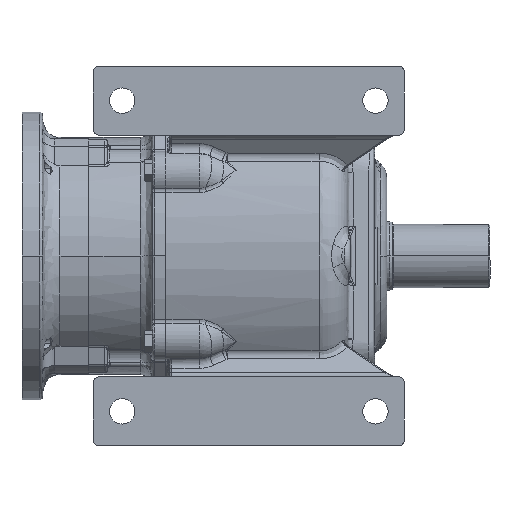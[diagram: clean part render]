
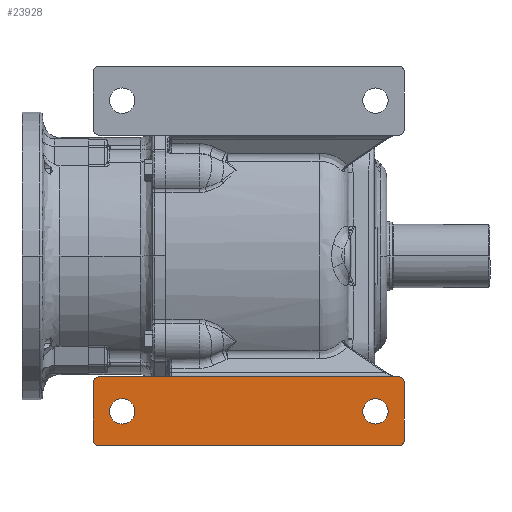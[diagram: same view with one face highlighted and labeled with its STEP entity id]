
A CAD part, front view. The second image highlights one B-rep face of the part: STEP entity #23928.
In plain terms, the highlighted planar face has unit normal (0, -1, 0).
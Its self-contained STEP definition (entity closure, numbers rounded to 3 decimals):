
#342 = EDGE_LOOP ( 'NONE', ( #23096, #25932 ) ) ;
#705 = VERTEX_POINT ( 'NONE', #9194 ) ;
#1326 = EDGE_LOOP ( 'NONE', ( #22579, #6468 ) ) ;
#1397 = DIRECTION ( 'NONE',  ( 0., 0., -1. ) ) ;
#1950 = FACE_BOUND ( 'NONE', #1326, .T. ) ;
#2034 = CARTESIAN_POINT ( 'NONE',  ( -63., -200., -165. ) ) ;
#2040 = VECTOR ( 'NONE', #24611, 1000. ) ;
#3072 = DIRECTION ( 'NONE',  ( -1., 0., 0. ) ) ;
#3258 = CARTESIAN_POINT ( 'NONE',  ( 207., -200., -165. ) ) ;
#3892 = ORIENTED_EDGE ( 'NONE', *, *, #21346, .F. ) ;
#4101 = LINE ( 'NONE', #3258, #45732 ) ;
#4446 = EDGE_CURVE ( 'NONE', #30381, #22844, #6122, .T. ) ;
#4631 = AXIS2_PLACEMENT_3D ( 'NONE', #48538, #55910, #34734 ) ;
#5496 = CARTESIAN_POINT ( 'NONE',  ( 182., -200., -146. ) ) ;
#5513 = VECTOR ( 'NONE', #3072, 1000. ) ;
#6122 = CIRCLE ( 'NONE', #35020, 11. ) ;
#6199 = CIRCLE ( 'NONE', #47697, 5. ) ;
#6468 = ORIENTED_EDGE ( 'NONE', *, *, #11729, .F. ) ;
#7329 = CARTESIAN_POINT ( 'NONE',  ( 207., -200., -165. ) ) ;
#8456 = CARTESIAN_POINT ( 'NONE',  ( 182., -200., -135. ) ) ;
#9194 = CARTESIAN_POINT ( 'NONE',  ( -58., -200., -105. ) ) ;
#10415 = FACE_BOUND ( 'NONE', #342, .T. ) ;
#11337 = DIRECTION ( 'NONE',  ( 0., 0., -1. ) ) ;
#11496 = EDGE_CURVE ( 'NONE', #46419, #26084, #28821, .T. ) ;
#11729 = EDGE_CURVE ( 'NONE', #34094, #52795, #54230, .T. ) ;
#12001 = AXIS2_PLACEMENT_3D ( 'NONE', #55420, #26047, #30293 ) ;
#12259 = CARTESIAN_POINT ( 'NONE',  ( -58., -200., -165. ) ) ;
#12650 = EDGE_CURVE ( 'NONE', #52795, #34094, #29009, .T. ) ;
#12876 = CARTESIAN_POINT ( 'NONE',  ( 202., -200., -105. ) ) ;
#13011 = CARTESIAN_POINT ( 'NONE',  ( 207., -200., -165. ) ) ;
#13636 = AXIS2_PLACEMENT_3D ( 'NONE', #48528, #22858, #18614 ) ;
#14037 = ORIENTED_EDGE ( 'NONE', *, *, #24893, .T. ) ;
#15510 = CIRCLE ( 'NONE', #12001, 5. ) ;
#15636 = ORIENTED_EDGE ( 'NONE', *, *, #40685, .T. ) ;
#16726 = DIRECTION ( 'NONE',  ( 0., 0., -1. ) ) ;
#18614 = DIRECTION ( 'NONE',  ( 0., 0., -1. ) ) ;
#19116 = EDGE_LOOP ( 'NONE', ( #30800, #15636, #3892, #31227, #41838, #31712, #14037, #48012 ) ) ;
#19563 = LINE ( 'NONE', #2034, #50026 ) ;
#19566 = CARTESIAN_POINT ( 'NONE',  ( 182., -200., -135. ) ) ;
#19764 = CARTESIAN_POINT ( 'NONE',  ( -58., -200., -160. ) ) ;
#20936 = LINE ( 'NONE', #46072, #2040 ) ;
#21213 = VERTEX_POINT ( 'NONE', #47272 ) ;
#21346 = EDGE_CURVE ( 'NONE', #36450, #21213, #19563, .T. ) ;
#21351 = AXIS2_PLACEMENT_3D ( 'NONE', #13011, #25734, #47192 ) ;
#22579 = ORIENTED_EDGE ( 'NONE', *, *, #12650, .F. ) ;
#22844 = VERTEX_POINT ( 'NONE', #5496 ) ;
#22858 = DIRECTION ( 'NONE',  ( 0., -1., 0. ) ) ;
#23096 = ORIENTED_EDGE ( 'NONE', *, *, #26361, .F. ) ;
#23928 = ADVANCED_FACE ( 'NONE', ( #1950, #10415, #27675 ), #29978, .T. ) ;
#24611 = DIRECTION ( 'NONE',  ( -1., 0., 0. ) ) ;
#24893 = EDGE_CURVE ( 'NONE', #36826, #55896, #4101, .T. ) ;
#25101 = CARTESIAN_POINT ( 'NONE',  ( 207., -200., -110. ) ) ;
#25734 = DIRECTION ( 'NONE',  ( 0., -1., 0. ) ) ;
#25932 = ORIENTED_EDGE ( 'NONE', *, *, #4446, .F. ) ;
#26038 = DIRECTION ( 'NONE',  ( 0., -1., 0. ) ) ;
#26047 = DIRECTION ( 'NONE',  ( 0., -1., 0. ) ) ;
#26084 = VERTEX_POINT ( 'NONE', #12259 ) ;
#26289 = CARTESIAN_POINT ( 'NONE',  ( -38., -200., -124. ) ) ;
#26361 = EDGE_CURVE ( 'NONE', #22844, #30381, #41409, .T. ) ;
#26467 = CARTESIAN_POINT ( 'NONE',  ( -58., -200., -110. ) ) ;
#27675 = FACE_OUTER_BOUND ( 'NONE', #19116, .T. ) ;
#28138 = DIRECTION ( 'NONE',  ( 0., -1., 0. ) ) ;
#28821 = LINE ( 'NONE', #7329, #5513 ) ;
#28908 = CIRCLE ( 'NONE', #36118, 5. ) ;
#29009 = CIRCLE ( 'NONE', #4631, 11. ) ;
#29576 = CARTESIAN_POINT ( 'NONE',  ( 182., -200., -124. ) ) ;
#29817 = EDGE_CURVE ( 'NONE', #36450, #26084, #28908, .T. ) ;
#29978 = PLANE ( 'NONE',  #21351 ) ;
#30293 = DIRECTION ( 'NONE',  ( 0., 0., -1. ) ) ;
#30381 = VERTEX_POINT ( 'NONE', #29576 ) ;
#30800 = ORIENTED_EDGE ( 'NONE', *, *, #55586, .T. ) ;
#31227 = ORIENTED_EDGE ( 'NONE', *, *, #29817, .T. ) ;
#31712 = ORIENTED_EDGE ( 'NONE', *, *, #38295, .T. ) ;
#32763 = DIRECTION ( 'NONE',  ( 0., -1., 0. ) ) ;
#34094 = VERTEX_POINT ( 'NONE', #26289 ) ;
#34440 = CARTESIAN_POINT ( 'NONE',  ( -63., -200., -160. ) ) ;
#34734 = DIRECTION ( 'NONE',  ( 0., 0., -1. ) ) ;
#35020 = AXIS2_PLACEMENT_3D ( 'NONE', #8456, #42917, #51961 ) ;
#36118 = AXIS2_PLACEMENT_3D ( 'NONE', #19764, #32763, #1397 ) ;
#36450 = VERTEX_POINT ( 'NONE', #34440 ) ;
#36811 = CARTESIAN_POINT ( 'NONE',  ( 207., -200., -160. ) ) ;
#36826 = VERTEX_POINT ( 'NONE', #36811 ) ;
#37742 = DIRECTION ( 'NONE',  ( 0., 0., 1. ) ) ;
#38295 = EDGE_CURVE ( 'NONE', #46419, #36826, #45736, .T. ) ;
#40685 = EDGE_CURVE ( 'NONE', #705, #21213, #6199, .T. ) ;
#41014 = DIRECTION ( 'NONE',  ( 0., -1., 0. ) ) ;
#41409 = CIRCLE ( 'NONE', #50446, 11. ) ;
#41838 = ORIENTED_EDGE ( 'NONE', *, *, #11496, .F. ) ;
#42917 = DIRECTION ( 'NONE',  ( 0., -1., 0. ) ) ;
#43014 = AXIS2_PLACEMENT_3D ( 'NONE', #55410, #26038, #16726 ) ;
#45366 = DIRECTION ( 'NONE',  ( 0., 0., -1. ) ) ;
#45536 = DIRECTION ( 'NONE',  ( 0., 0., 1. ) ) ;
#45732 = VECTOR ( 'NONE', #37742, 1000. ) ;
#45736 = CIRCLE ( 'NONE', #43014, 5. ) ;
#46072 = CARTESIAN_POINT ( 'NONE',  ( 207., -200., -105. ) ) ;
#46377 = CARTESIAN_POINT ( 'NONE',  ( -38., -200., -146. ) ) ;
#46404 = EDGE_CURVE ( 'NONE', #55896, #49834, #15510, .T. ) ;
#46419 = VERTEX_POINT ( 'NONE', #47504 ) ;
#47192 = DIRECTION ( 'NONE',  ( 0., 0., -1. ) ) ;
#47272 = CARTESIAN_POINT ( 'NONE',  ( -63., -200., -110. ) ) ;
#47504 = CARTESIAN_POINT ( 'NONE',  ( 202., -200., -165. ) ) ;
#47697 = AXIS2_PLACEMENT_3D ( 'NONE', #26467, #28138, #45366 ) ;
#48012 = ORIENTED_EDGE ( 'NONE', *, *, #46404, .T. ) ;
#48528 = CARTESIAN_POINT ( 'NONE',  ( -38., -200., -135. ) ) ;
#48538 = CARTESIAN_POINT ( 'NONE',  ( -38., -200., -135. ) ) ;
#49834 = VERTEX_POINT ( 'NONE', #12876 ) ;
#50026 = VECTOR ( 'NONE', #45536, 1000. ) ;
#50446 = AXIS2_PLACEMENT_3D ( 'NONE', #19566, #41014, #11337 ) ;
#51961 = DIRECTION ( 'NONE',  ( 0., 0., -1. ) ) ;
#52795 = VERTEX_POINT ( 'NONE', #46377 ) ;
#54230 = CIRCLE ( 'NONE', #13636, 11. ) ;
#55410 = CARTESIAN_POINT ( 'NONE',  ( 202., -200., -160. ) ) ;
#55420 = CARTESIAN_POINT ( 'NONE',  ( 202., -200., -110. ) ) ;
#55586 = EDGE_CURVE ( 'NONE', #49834, #705, #20936, .T. ) ;
#55896 = VERTEX_POINT ( 'NONE', #25101 ) ;
#55910 = DIRECTION ( 'NONE',  ( 0., -1., 0. ) ) ;
